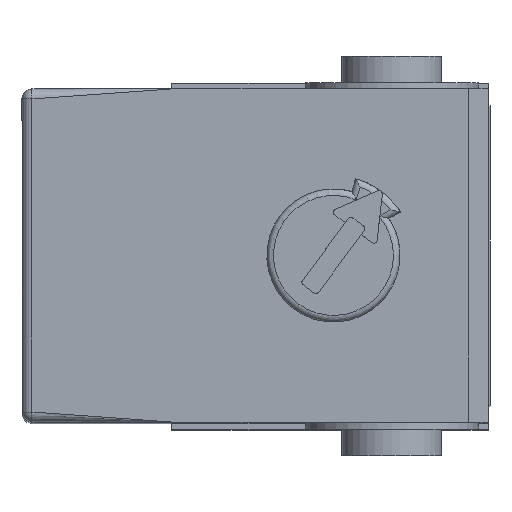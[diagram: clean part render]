
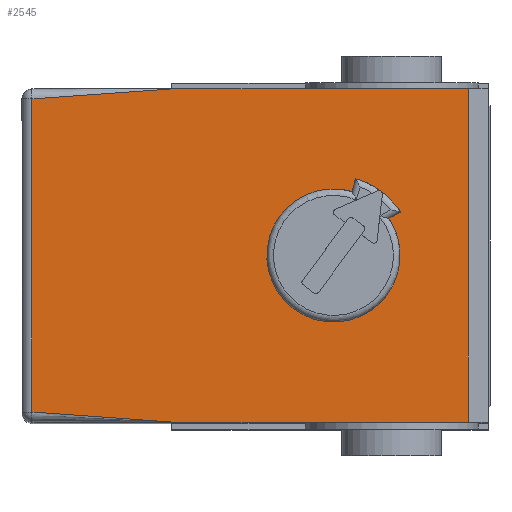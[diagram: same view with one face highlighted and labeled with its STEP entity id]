
A CAD part, top view. The second image highlights one B-rep face of the part: STEP entity #2545.
In plain terms, the highlighted planar face has unit normal (0, 0, 1).
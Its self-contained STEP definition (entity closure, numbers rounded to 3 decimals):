
#106=B_SPLINE_CURVE_WITH_KNOTS($,3,(#4181,#4182,#4183,#4184),
 .UNSPECIFIED.,.F.,.F.,(4,4),(0.,1.),.UNSPECIFIED.);
#107=B_SPLINE_CURVE_WITH_KNOTS($,3,(#4187,#4188,#4189,#4190),
 .UNSPECIFIED.,.F.,.F.,(4,4),(0.,1.),.UNSPECIFIED.);
#147=FACE_BOUND($,#502,.T.);
#190=CIRCLE($,#2769,2.4);
#191=CIRCLE($,#2770,2.);
#192=CIRCLE($,#2771,2.4);
#326=FACE_OUTER_BOUND($,#501,.T.);
#501=EDGE_LOOP($,(#2138,#2139,#2140,#2141,#2142,#2143));
#502=EDGE_LOOP($,(#2144,#2145,#2146,#2147,#2148));
#727=LINE($,#4103,#964);
#731=LINE($,#4116,#968);
#735=LINE($,#4175,#972);
#736=LINE($,#4186,#973);
#737=LINE($,#4195,#974);
#738=LINE($,#4199,#975);
#964=VECTOR($,#3297,8.9);
#968=VECTOR($,#3311,8.9);
#972=VECTOR($,#3379,10.);
#973=VECTOR($,#3386,9.4);
#974=VECTOR($,#3389,0.401);
#975=VECTOR($,#3392,0.4);
#1187=VERTEX_POINT($,#4089);
#1190=VERTEX_POINT($,#4098);
#1193=VERTEX_POINT($,#4113);
#1194=VERTEX_POINT($,#4115);
#1211=VERTEX_POINT($,#4180);
#1212=VERTEX_POINT($,#4185);
#1213=VERTEX_POINT($,#4191);
#1214=VERTEX_POINT($,#4192);
#1215=VERTEX_POINT($,#4194);
#1216=VERTEX_POINT($,#4196);
#1217=VERTEX_POINT($,#4198);
#1506=EDGE_CURVE($,#1190,#1187,#727,.T.);
#1512=EDGE_CURVE($,#1193,#1194,#731,.T.);
#1531=EDGE_CURVE($,#1193,#1187,#735,.T.);
#1533=EDGE_CURVE($,#1190,#1211,#106,.T.);
#1534=EDGE_CURVE($,#1211,#1212,#736,.T.);
#1535=EDGE_CURVE($,#1212,#1194,#107,.F.);
#1536=EDGE_CURVE($,#1213,#1214,#190,.F.);
#1537=EDGE_CURVE($,#1214,#1215,#737,.F.);
#1538=EDGE_CURVE($,#1215,#1216,#191,.F.);
#1539=EDGE_CURVE($,#1216,#1217,#738,.F.);
#1540=EDGE_CURVE($,#1217,#1213,#192,.F.);
#2138=ORIENTED_EDGE($,*,*,#1531,.T.);
#2139=ORIENTED_EDGE($,*,*,#1506,.F.);
#2140=ORIENTED_EDGE($,*,*,#1533,.T.);
#2141=ORIENTED_EDGE($,*,*,#1534,.T.);
#2142=ORIENTED_EDGE($,*,*,#1535,.T.);
#2143=ORIENTED_EDGE($,*,*,#1512,.F.);
#2144=ORIENTED_EDGE($,*,*,#1536,.T.);
#2145=ORIENTED_EDGE($,*,*,#1537,.T.);
#2146=ORIENTED_EDGE($,*,*,#1538,.T.);
#2147=ORIENTED_EDGE($,*,*,#1539,.T.);
#2148=ORIENTED_EDGE($,*,*,#1540,.T.);
#2422=PLANE($,#2768);
#2545=ADVANCED_FACE($,(#326,#147),#2422,.F.);
#2768=AXIS2_PLACEMENT_3D($,#4179,#3384,#3385);
#2769=AXIS2_PLACEMENT_3D($,#4193,#3387,#3388);
#2770=AXIS2_PLACEMENT_3D($,#4197,#3390,#3391);
#2771=AXIS2_PLACEMENT_3D($,#4200,#3393,#3394);
#3297=DIRECTION($,(1.,0.,0.));
#3311=DIRECTION($,(-1.,0.,0.));
#3379=DIRECTION($,(0.,1.,0.));
#3384=DIRECTION('center_axis',(0.,0.,-1.));
#3385=DIRECTION('ref_axis',(-1.,0.,0.));
#3386=DIRECTION($,(0.,-1.,0.));
#3387=DIRECTION('center_axis',(0.,0.,1.));
#3388=DIRECTION('ref_axis',(0.989,0.147,0.));
#3389=DIRECTION($,(0.875,0.484,0.));
#3390=DIRECTION('center_axis',(0.,0.,1.));
#3391=DIRECTION('ref_axis',(0.989,0.147,0.));
#3392=DIRECTION($,(-0.277,-0.961,0.));
#3393=DIRECTION('center_axis',(0.,0.,1.));
#3394=DIRECTION('ref_axis',(0.989,0.147,0.));
#4089=CARTESIAN_POINT('',(8.9,5.,13.5));
#4098=CARTESIAN_POINT('',(0.,5.,13.5));
#4103=CARTESIAN_POINT($,(0.,5.,13.5));
#4113=CARTESIAN_POINT('',(8.9,-5.,13.5));
#4115=CARTESIAN_POINT('',(0.,-5.,13.5));
#4116=CARTESIAN_POINT($,(8.9,-5.,13.5));
#4175=CARTESIAN_POINT($,(8.9,-5.,13.5));
#4179=CARTESIAN_POINT('Origin',(9.5,5.2,13.5));
#4180=CARTESIAN_POINT('',(-4.2,4.7,13.5));
#4181=CARTESIAN_POINT('Ctrl Pts',(0.,5.,13.5));
#4182=CARTESIAN_POINT('Ctrl Pts',(-1.4,4.85,13.5));
#4183=CARTESIAN_POINT('Ctrl Pts',(-2.8,4.7,13.5));
#4184=CARTESIAN_POINT('Ctrl Pts',(-4.2,4.7,13.5));
#4185=CARTESIAN_POINT('',(-4.2,-4.7,13.5));
#4186=CARTESIAN_POINT($,(-4.2,4.7,13.5));
#4187=CARTESIAN_POINT('Ctrl Pts',(0.,-5.,13.5));
#4188=CARTESIAN_POINT('Ctrl Pts',(-1.4,-4.85,13.5));
#4189=CARTESIAN_POINT('Ctrl Pts',(-2.8,-4.7,13.5));
#4190=CARTESIAN_POINT('Ctrl Pts',(-4.2,-4.7,13.5));
#4191=CARTESIAN_POINT('',(6.28,1.927,13.5));
#4192=CARTESIAN_POINT('',(6.864,1.305,13.5));
#4193=CARTESIAN_POINT('Origin',(4.85,0.,13.5));
#4194=CARTESIAN_POINT('',(6.513,1.111,13.5));
#4195=CARTESIAN_POINT($,(6.513,1.111,13.5));
#4196=CARTESIAN_POINT('',(5.404,1.922,13.5));
#4197=CARTESIAN_POINT('Origin',(4.85,0.,13.5));
#4198=CARTESIAN_POINT('',(5.515,2.306,13.5));
#4199=CARTESIAN_POINT($,(5.515,2.306,13.5));
#4200=CARTESIAN_POINT('Origin',(4.85,0.,13.5));
